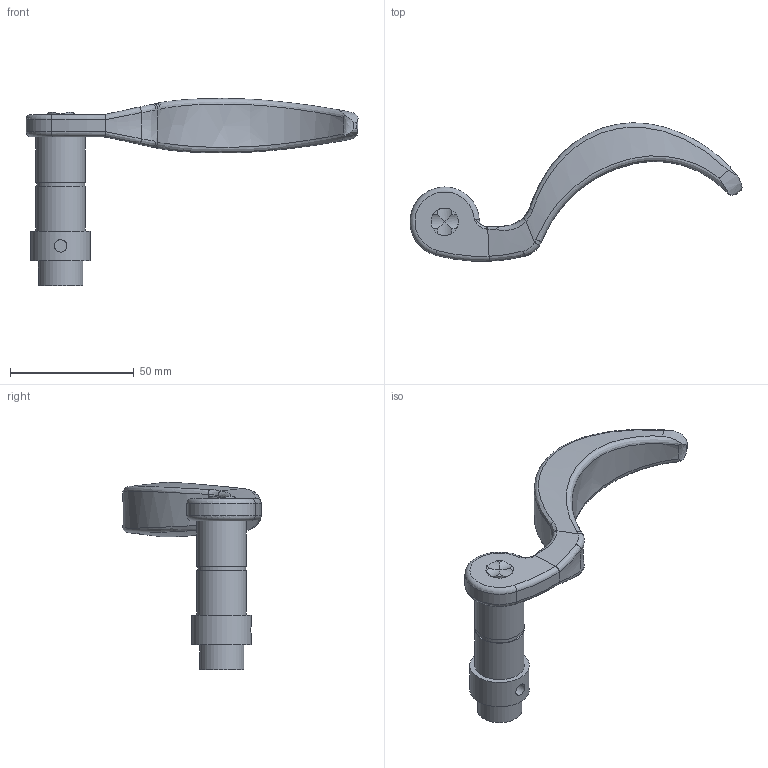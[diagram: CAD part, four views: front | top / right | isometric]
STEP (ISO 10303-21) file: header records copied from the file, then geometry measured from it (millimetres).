
FILE_DESCRIPTION (( 'STEP AP203' ), '1' );
FILE_NAME ('8012.STEP', '2023-11-06T08:00:34', ( '' ), ( '' ), 'SwSTEP 2.0', 'SolidWorks 2018', '' );
FILE_SCHEMA (( 'CONFIG_CONTROL_DESIGN' ));
Length unit declared in the file: millimetre
Products named in the file (1): 8012
Bounding box: 133.92 x 55.81 x 75.49 mm (x, y, z)
Volume: 51231.1 mm3; surface area: 14825.9 mm2
Topology: 1 solids, 1 shells, 237 faces, 623 edges, 411 vertices
Faces by surface type: bspline 115, plane 101, cylinder 15, torus 6
Full cylindrical faces by diameter (mm): 5 x1, 11 x1, 17.9 x1, 19.4 x1, 20 x2, 24 x1
Entity records: 14404 total; most frequent: CARTESIAN_POINT 9392, ORIENTED_EDGE 1220, DIRECTION 633, EDGE_CURVE 610, VERTEX_POINT 407, VECTOR 307, LINE 307, EDGE_LOOP 271
